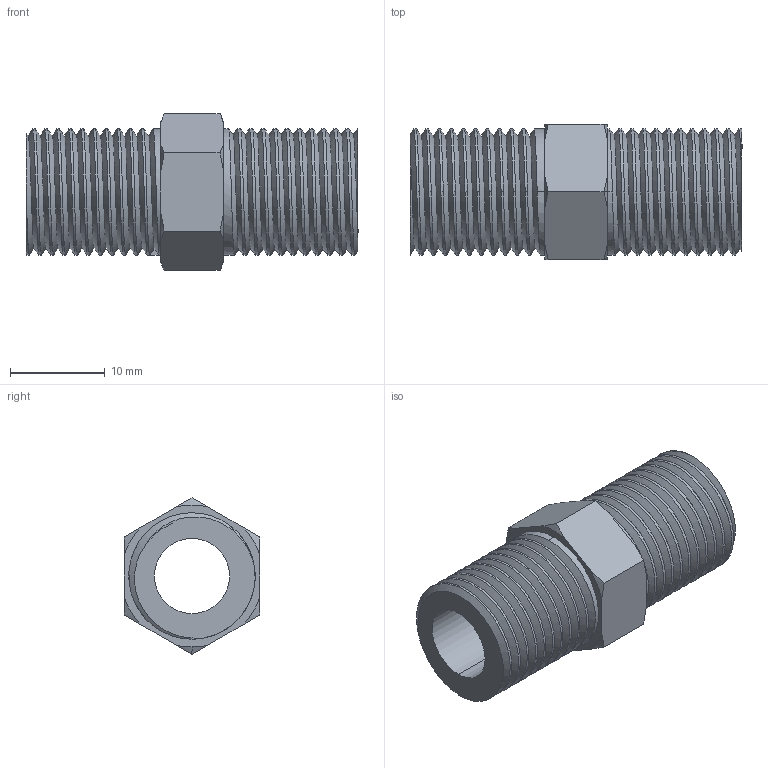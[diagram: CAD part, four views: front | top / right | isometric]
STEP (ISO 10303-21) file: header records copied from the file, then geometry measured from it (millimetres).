
FILE_DESCRIPTION (( 'STEP AP203' ), '1' );
FILE_NAME ('BFMC-14N.step', '2016-02-15T20:05:35', ( '' ), ( '' ), 'SwSTEP 2.0', 'SolidWorks 2015', '' );
FILE_SCHEMA (( 'CONFIG_CONTROL_DESIGN' ));
Length unit declared in the file: inch
Products named in the file (1): BFMC-14N
Bounding box: 35.03 x 14.29 x 16.5 mm (x, y, z)
Volume: 3102.3 mm3; surface area: 3174.1 mm2
Topology: 1 solids, 1 shells, 80 faces, 221 edges, 145 vertices
Faces by surface type: cylinder 47, cone 16, plane 13, bspline 4
Entity records: 4916 total; most frequent: CARTESIAN_POINT 3110, ORIENTED_EDGE 442, DIRECTION 281, EDGE_CURVE 221, VERTEX_POINT 145, AXIS2_PLACEMENT_3D 103, EDGE_LOOP 84, FACE_OUTER_BOUND 80
